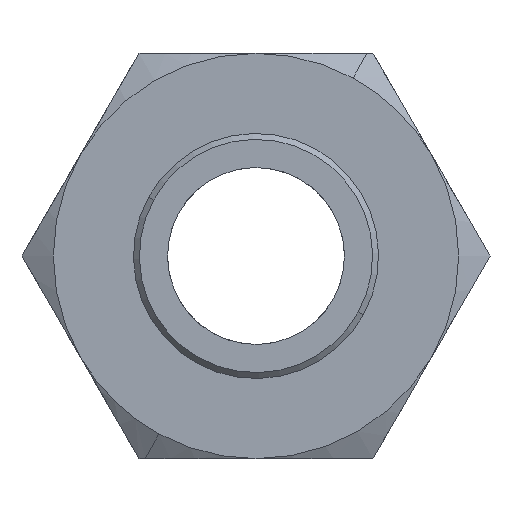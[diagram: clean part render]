
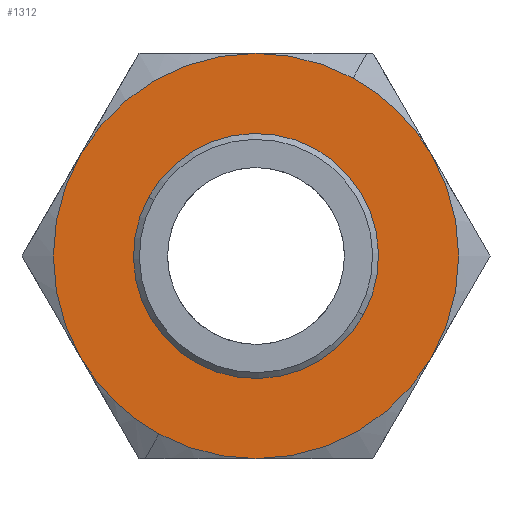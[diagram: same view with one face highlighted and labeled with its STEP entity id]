
A CAD part, front view. The second image highlights one B-rep face of the part: STEP entity #1312.
In plain terms, the highlighted planar face has unit normal (0, -1, 0).
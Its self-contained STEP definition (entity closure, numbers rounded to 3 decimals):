
#415=CARTESIAN_POINT('Vertex',(23.816,21.,-13.75)) ;
#459=CARTESIAN_POINT('Vertex',(0.,21.,-27.5)) ;
#1179=CARTESIAN_POINT('Vertex',(-23.816,21.,-13.75)) ;
#1221=CARTESIAN_POINT('Vertex',(-13.184,21.,-24.134)) ;
#1224=CARTESIAN_POINT('Axis2P3D Location',(0.,21.,0.)) ;
#1236=CARTESIAN_POINT('Axis2P3D Location',(-16.625,21.,0.)) ;
#1241=CARTESIAN_POINT('Axis2P3D Location',(0.,21.,0.)) ;
#1245=CARTESIAN_POINT('Vertex',(13.184,21.,24.134)) ;
#1247=CARTESIAN_POINT('Vertex',(23.816,21.,13.75)) ;
#1250=CARTESIAN_POINT('Axis2P3D Location',(0.,21.,0.)) ;
#1254=CARTESIAN_POINT('Vertex',(0.,21.,27.5)) ;
#1257=CARTESIAN_POINT('Axis2P3D Location',(0.,21.,0.)) ;
#1261=CARTESIAN_POINT('Vertex',(-23.816,21.,13.75)) ;
#1264=CARTESIAN_POINT('Axis2P3D Location',(0.,21.,0.)) ;
#1269=CARTESIAN_POINT('Axis2P3D Location',(0.,21.,0.)) ;
#1274=CARTESIAN_POINT('Axis2P3D Location',(0.,21.,0.)) ;
#1279=CARTESIAN_POINT('Axis2P3D Location',(0.,21.,0.)) ;
#1294=CARTESIAN_POINT('Axis2P3D Location',(0.,21.,0.)) ;
#1298=CARTESIAN_POINT('Vertex',(14.589,21.,-7.97)) ;
#1300=CARTESIAN_POINT('Vertex',(-14.589,21.,7.97)) ;
#1303=CARTESIAN_POINT('Axis2P3D Location',(0.,21.,0.)) ;
#1225=DIRECTION('Axis2P3D Direction',(0.,1.,0.)) ;
#1237=DIRECTION('Axis2P3D Direction',(0.,1.,0.)) ;
#1238=DIRECTION('Axis2P3D XDirection',(1.,-0.,0.)) ;
#1242=DIRECTION('Axis2P3D Direction',(0.,1.,0.)) ;
#1251=DIRECTION('Axis2P3D Direction',(0.,1.,0.)) ;
#1258=DIRECTION('Axis2P3D Direction',(0.,1.,0.)) ;
#1265=DIRECTION('Axis2P3D Direction',(0.,1.,0.)) ;
#1270=DIRECTION('Axis2P3D Direction',(0.,1.,0.)) ;
#1275=DIRECTION('Axis2P3D Direction',(0.,1.,0.)) ;
#1280=DIRECTION('Axis2P3D Direction',(0.,1.,0.)) ;
#1295=DIRECTION('Axis2P3D Direction',(0.,1.,0.)) ;
#1304=DIRECTION('Axis2P3D Direction',(0.,1.,0.)) ;
#1226=AXIS2_PLACEMENT_3D('Circle Axis2P3D',#1224,#1225,$) ;
#1239=AXIS2_PLACEMENT_3D('Plane Axis2P3D',#1236,#1237,#1238) ;
#1243=AXIS2_PLACEMENT_3D('Circle Axis2P3D',#1241,#1242,$) ;
#1252=AXIS2_PLACEMENT_3D('Circle Axis2P3D',#1250,#1251,$) ;
#1259=AXIS2_PLACEMENT_3D('Circle Axis2P3D',#1257,#1258,$) ;
#1266=AXIS2_PLACEMENT_3D('Circle Axis2P3D',#1264,#1265,$) ;
#1271=AXIS2_PLACEMENT_3D('Circle Axis2P3D',#1269,#1270,$) ;
#1276=AXIS2_PLACEMENT_3D('Circle Axis2P3D',#1274,#1275,$) ;
#1281=AXIS2_PLACEMENT_3D('Circle Axis2P3D',#1279,#1280,$) ;
#1296=AXIS2_PLACEMENT_3D('Circle Axis2P3D',#1294,#1295,$) ;
#1305=AXIS2_PLACEMENT_3D('Circle Axis2P3D',#1303,#1304,$) ;
#1285=ORIENTED_EDGE('',*,*,#1249,.F.) ;
#1286=ORIENTED_EDGE('',*,*,#1256,.F.) ;
#1287=ORIENTED_EDGE('',*,*,#1263,.F.) ;
#1288=ORIENTED_EDGE('',*,*,#1268,.F.) ;
#1289=ORIENTED_EDGE('',*,*,#1228,.F.) ;
#1290=ORIENTED_EDGE('',*,*,#1273,.F.) ;
#1291=ORIENTED_EDGE('',*,*,#1278,.F.) ;
#1292=ORIENTED_EDGE('',*,*,#1283,.F.) ;
#1309=ORIENTED_EDGE('',*,*,#1302,.T.) ;
#1310=ORIENTED_EDGE('',*,*,#1307,.T.) ;
#1311=FACE_BOUND('',#1308,.T.) ;
#1312=ADVANCED_FACE('Corps principal',(#1293,#1311),#1240,.F.) ;
#1227=CIRCLE('generated circle',#1226,27.5) ;
#1244=CIRCLE('generated circle',#1243,27.5) ;
#1253=CIRCLE('generated circle',#1252,27.5) ;
#1260=CIRCLE('generated circle',#1259,27.5) ;
#1267=CIRCLE('generated circle',#1266,27.5) ;
#1272=CIRCLE('generated circle',#1271,27.5) ;
#1277=CIRCLE('generated circle',#1276,27.5) ;
#1282=CIRCLE('generated circle',#1281,27.5) ;
#1297=CIRCLE('generated circle',#1296,16.625) ;
#1306=CIRCLE('generated circle',#1305,16.625) ;
#1228=EDGE_CURVE('',#1222,#1180,#1227,.T.) ;
#1249=EDGE_CURVE('',#1246,#1248,#1244,.T.) ;
#1256=EDGE_CURVE('',#1255,#1246,#1253,.T.) ;
#1263=EDGE_CURVE('',#1262,#1255,#1260,.T.) ;
#1268=EDGE_CURVE('',#1180,#1262,#1267,.T.) ;
#1273=EDGE_CURVE('',#460,#1222,#1272,.T.) ;
#1278=EDGE_CURVE('',#416,#460,#1277,.T.) ;
#1283=EDGE_CURVE('',#1248,#416,#1282,.T.) ;
#1302=EDGE_CURVE('',#1299,#1301,#1297,.T.) ;
#1307=EDGE_CURVE('',#1301,#1299,#1306,.T.) ;
#1284=EDGE_LOOP('',(#1285,#1286,#1287,#1288,#1289,#1290,#1291,#1292)) ;
#1308=EDGE_LOOP('',(#1309,#1310)) ;
#1293=FACE_OUTER_BOUND('',#1284,.T.) ;
#1240=PLANE('',#1239) ;
#416=VERTEX_POINT('',#415) ;
#460=VERTEX_POINT('',#459) ;
#1180=VERTEX_POINT('',#1179) ;
#1222=VERTEX_POINT('',#1221) ;
#1246=VERTEX_POINT('',#1245) ;
#1248=VERTEX_POINT('',#1247) ;
#1255=VERTEX_POINT('',#1254) ;
#1262=VERTEX_POINT('',#1261) ;
#1299=VERTEX_POINT('',#1298) ;
#1301=VERTEX_POINT('',#1300) ;
